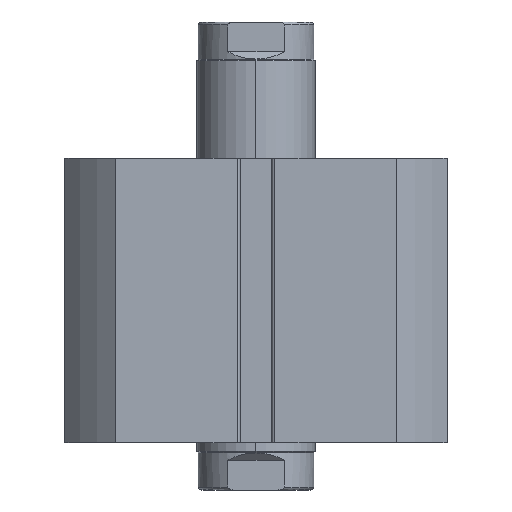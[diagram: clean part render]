
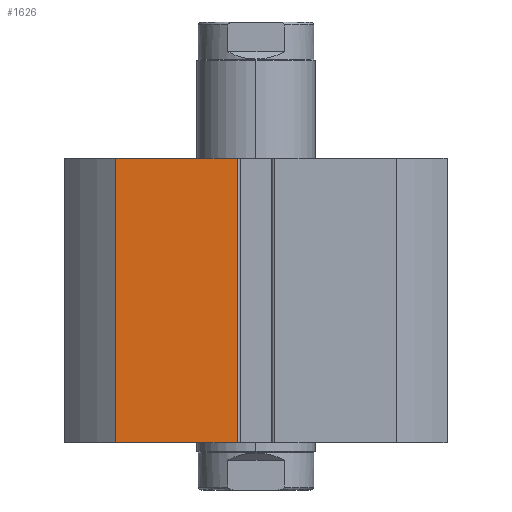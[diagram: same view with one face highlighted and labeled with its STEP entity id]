
A CAD part, front view. The second image highlights one B-rep face of the part: STEP entity #1626.
In plain terms, the highlighted planar face has unit normal (0, -1, 0).
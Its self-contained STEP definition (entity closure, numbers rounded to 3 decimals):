
#182 = EDGE_LOOP ( 'NONE', ( #4185, #4167, #4166, #4173 ) ) ;
#616 = EDGE_CURVE ( 'NONE', #3737, #3599, #4460, .T. ) ;
#621 = EDGE_CURVE ( 'NONE', #3618, #3796, #4451, .T. ) ;
#631 = EDGE_CURVE ( 'NONE', #3796, #3737, #4470, .T. ) ;
#755 = EDGE_CURVE ( 'NONE', #3618, #3599, #4678, .T. ) ;
#1295 = AXIS2_PLACEMENT_3D ( 'NONE', #5669, #5672, #5673 ) ;
#1626 = ADVANCED_FACE ( 'NONE', ( #6501 ), #5670, .F. ) ;
#2690 = DIRECTION ( 'NONE',  ( 1., 0., 0. ) ) ;
#2691 = CARTESIAN_POINT ( 'NONE',  ( -32.25, -32.25, 48. ) ) ;
#3104 = DIRECTION ( 'NONE',  ( 1., 0., 0. ) ) ;
#3105 = CARTESIAN_POINT ( 'NONE',  ( -32.25, -32.25, 0. ) ) ;
#3163 = DIRECTION ( 'NONE',  ( 0., 0., -1. ) ) ;
#3164 = CARTESIAN_POINT ( 'NONE',  ( -23.663, -32.25, 48. ) ) ;
#3205 = DIRECTION ( 'NONE',  ( 0., 0., 1. ) ) ;
#3206 = CARTESIAN_POINT ( 'NONE',  ( -3.2, -32.25, 48. ) ) ;
#3599 = VERTEX_POINT ( 'NONE', #6306 ) ;
#3618 = VERTEX_POINT ( 'NONE', #6325 ) ;
#3737 = VERTEX_POINT ( 'NONE', #6443 ) ;
#3796 = VERTEX_POINT ( 'NONE', #6990 ) ;
#4166 = ORIENTED_EDGE ( 'NONE', *, *, #631, .T. ) ;
#4167 = ORIENTED_EDGE ( 'NONE', *, *, #621, .T. ) ;
#4173 = ORIENTED_EDGE ( 'NONE', *, *, #616, .T. ) ;
#4185 = ORIENTED_EDGE ( 'NONE', *, *, #755, .F. ) ;
#4451 = LINE ( 'NONE', #3164, #4463 ) ;
#4460 = LINE ( 'NONE', #3206, #4461 ) ;
#4461 = VECTOR ( 'NONE', #3205, 1000. ) ;
#4463 = VECTOR ( 'NONE', #3163, 1000. ) ;
#4466 = VECTOR ( 'NONE', #3104, 1000. ) ;
#4470 = LINE ( 'NONE', #3105, #4466 ) ;
#4678 = LINE ( 'NONE', #2691, #4679 ) ;
#4679 = VECTOR ( 'NONE', #2690, 1000. ) ;
#5669 = CARTESIAN_POINT ( 'NONE',  ( -32.25, -32.25, 48. ) ) ;
#5670 = PLANE ( 'NONE',  #1295 ) ;
#5672 = DIRECTION ( 'NONE',  ( 0., 1., 0. ) ) ;
#5673 = DIRECTION ( 'NONE',  ( 0., 0., 1. ) ) ;
#6306 = CARTESIAN_POINT ( 'NONE',  ( -3.2, -32.25, 48. ) ) ;
#6325 = CARTESIAN_POINT ( 'NONE',  ( -23.663, -32.25, 48. ) ) ;
#6443 = CARTESIAN_POINT ( 'NONE',  ( -3.2, -32.25, 0. ) ) ;
#6501 = FACE_OUTER_BOUND ( 'NONE', #182, .T. ) ;
#6990 = CARTESIAN_POINT ( 'NONE',  ( -23.663, -32.25, 0. ) ) ;
